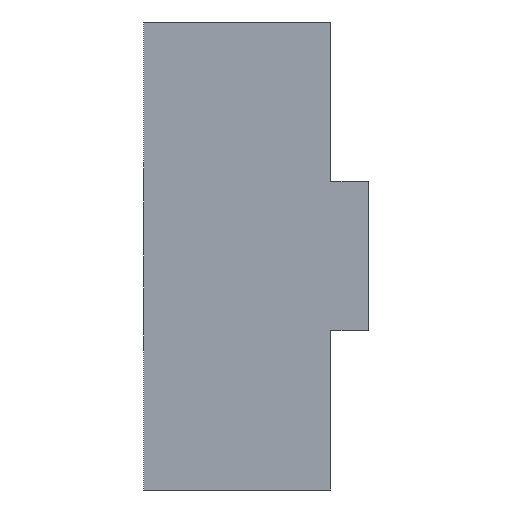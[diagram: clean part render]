
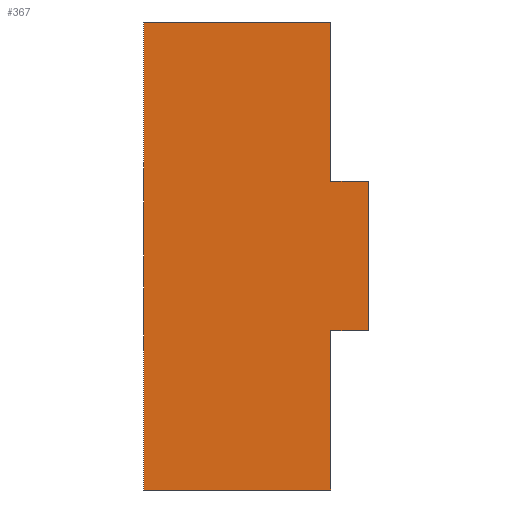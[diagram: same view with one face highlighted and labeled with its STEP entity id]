
A CAD part, left-side view. The second image highlights one B-rep face of the part: STEP entity #367.
In plain terms, the highlighted planar face has unit normal (-1, 0, 0).
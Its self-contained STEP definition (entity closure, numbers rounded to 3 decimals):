
#2 = ORIENTED_EDGE ( 'NONE', *, *, #257, .F. ) ;
#3 = CARTESIAN_POINT ( 'NONE',  ( -12.5, 10., -12.5 ) ) ;
#21 = VECTOR ( 'NONE', #467, 1000. ) ;
#33 = LINE ( 'NONE', #198, #21 ) ;
#45 = PLANE ( 'NONE',  #65 ) ;
#52 = CARTESIAN_POINT ( 'NONE',  ( -12.5, 0., -12.5 ) ) ;
#53 = EDGE_LOOP ( 'NONE', ( #515, #472, #2, #511, #378, #241, #277, #128 ) ) ;
#54 = DIRECTION ( 'NONE',  ( 0., 1., 0. ) ) ;
#60 = CARTESIAN_POINT ( 'NONE',  ( -12.5, 0., 12.5 ) ) ;
#63 = VERTEX_POINT ( 'NONE', #180 ) ;
#65 = AXIS2_PLACEMENT_3D ( 'NONE', #3, #168, #285 ) ;
#72 = EDGE_CURVE ( 'NONE', #63, #447, #377, .T. ) ;
#77 = CARTESIAN_POINT ( 'NONE',  ( -12.5, 10., -12.5 ) ) ;
#84 = DIRECTION ( 'NONE',  ( 0., 0., -1. ) ) ;
#85 = VERTEX_POINT ( 'NONE', #145 ) ;
#92 = CARTESIAN_POINT ( 'NONE',  ( -12.5, -2., 4. ) ) ;
#94 = VECTOR ( 'NONE', #205, 1000. ) ;
#96 = LINE ( 'NONE', #127, #260 ) ;
#118 = CARTESIAN_POINT ( 'NONE',  ( -12.5, 10., 12.5 ) ) ;
#123 = LINE ( 'NONE', #163, #426 ) ;
#127 = CARTESIAN_POINT ( 'NONE',  ( -12.5, -2., -4. ) ) ;
#128 = ORIENTED_EDGE ( 'NONE', *, *, #136, .T. ) ;
#134 = VECTOR ( 'NONE', #255, 1000. ) ;
#135 = CARTESIAN_POINT ( 'NONE',  ( -12.5, 0., -4. ) ) ;
#136 = EDGE_CURVE ( 'NONE', #171, #331, #229, .T. ) ;
#145 = CARTESIAN_POINT ( 'NONE',  ( -12.5, 10., 12.5 ) ) ;
#163 = CARTESIAN_POINT ( 'NONE',  ( -12.5, -2., -4. ) ) ;
#165 = LINE ( 'NONE', #92, #485 ) ;
#168 = DIRECTION ( 'NONE',  ( 1., 0., 0. ) ) ;
#171 = VERTEX_POINT ( 'NONE', #77 ) ;
#179 = CARTESIAN_POINT ( 'NONE',  ( -12.5, -2., -4. ) ) ;
#180 = CARTESIAN_POINT ( 'NONE',  ( -12.5, 0., 4. ) ) ;
#191 = EDGE_CURVE ( 'NONE', #171, #85, #33, .T. ) ;
#198 = CARTESIAN_POINT ( 'NONE',  ( -12.5, 10., -12.5 ) ) ;
#205 = DIRECTION ( 'NONE',  ( 0., -1., 0. ) ) ;
#212 = VECTOR ( 'NONE', #513, 1000. ) ;
#215 = CARTESIAN_POINT ( 'NONE',  ( -12.5, -2., 4. ) ) ;
#217 = EDGE_CURVE ( 'NONE', #85, #447, #437, .T. ) ;
#218 = DIRECTION ( 'NONE',  ( 0., 1., 0. ) ) ;
#229 = LINE ( 'NONE', #271, #212 ) ;
#241 = ORIENTED_EDGE ( 'NONE', *, *, #217, .F. ) ;
#255 = DIRECTION ( 'NONE',  ( 0., 0., 1. ) ) ;
#257 = EDGE_CURVE ( 'NONE', #315, #484, #123, .T. ) ;
#259 = DIRECTION ( 'NONE',  ( 0., 0., 1. ) ) ;
#260 = VECTOR ( 'NONE', #218, 1000. ) ;
#265 = CARTESIAN_POINT ( 'NONE',  ( -12.5, 0., -12.5 ) ) ;
#271 = CARTESIAN_POINT ( 'NONE',  ( -12.5, 10., -12.5 ) ) ;
#277 = ORIENTED_EDGE ( 'NONE', *, *, #191, .F. ) ;
#285 = DIRECTION ( 'NONE',  ( 0., 0., -1. ) ) ;
#300 = LINE ( 'NONE', #346, #134 ) ;
#306 = EDGE_CURVE ( 'NONE', #315, #63, #165, .T. ) ;
#315 = VERTEX_POINT ( 'NONE', #215 ) ;
#331 = VERTEX_POINT ( 'NONE', #52 ) ;
#346 = CARTESIAN_POINT ( 'NONE',  ( -12.5, 0., -12.5 ) ) ;
#351 = EDGE_CURVE ( 'NONE', #484, #410, #96, .T. ) ;
#361 = VECTOR ( 'NONE', #259, 1000. ) ;
#367 = ADVANCED_FACE ( 'NONE', ( #370 ), #45, .F. ) ;
#370 = FACE_OUTER_BOUND ( 'NONE', #53, .T. ) ;
#377 = LINE ( 'NONE', #265, #361 ) ;
#378 = ORIENTED_EDGE ( 'NONE', *, *, #72, .T. ) ;
#410 = VERTEX_POINT ( 'NONE', #135 ) ;
#426 = VECTOR ( 'NONE', #84, 1000. ) ;
#437 = LINE ( 'NONE', #118, #94 ) ;
#442 = EDGE_CURVE ( 'NONE', #331, #410, #300, .T. ) ;
#447 = VERTEX_POINT ( 'NONE', #60 ) ;
#467 = DIRECTION ( 'NONE',  ( 0., 0., 1. ) ) ;
#472 = ORIENTED_EDGE ( 'NONE', *, *, #351, .F. ) ;
#484 = VERTEX_POINT ( 'NONE', #179 ) ;
#485 = VECTOR ( 'NONE', #54, 1000. ) ;
#511 = ORIENTED_EDGE ( 'NONE', *, *, #306, .T. ) ;
#513 = DIRECTION ( 'NONE',  ( 0., -1., 0. ) ) ;
#515 = ORIENTED_EDGE ( 'NONE', *, *, #442, .T. ) ;
